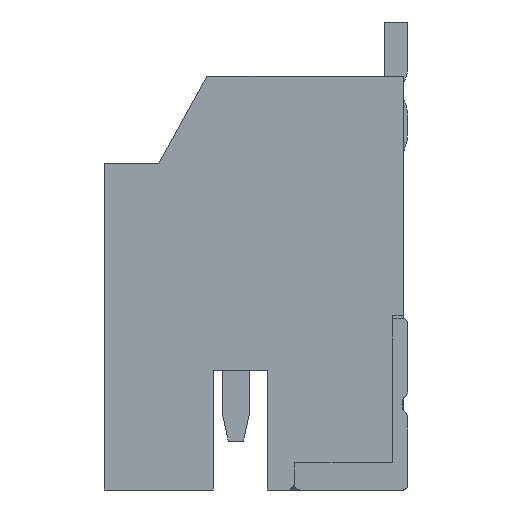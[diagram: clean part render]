
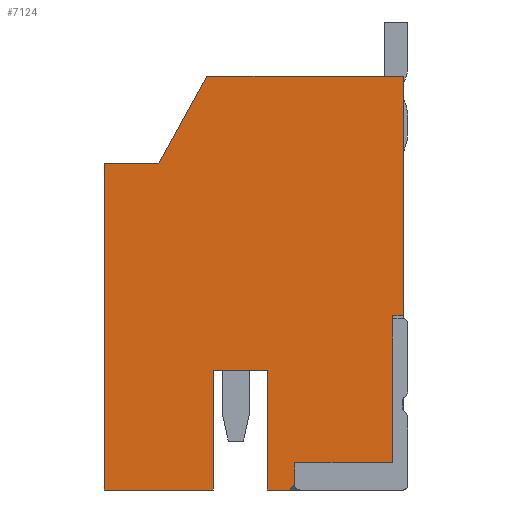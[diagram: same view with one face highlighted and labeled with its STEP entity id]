
A CAD part, left-side view. The second image highlights one B-rep face of the part: STEP entity #7124.
In plain terms, the highlighted planar face has unit normal (-1, 0, 0).
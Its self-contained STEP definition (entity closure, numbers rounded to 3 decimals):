
#407=DIRECTION('',(0.,-0.707,0.707));
#408=VECTOR('',#407,0.141);
#409=CARTESIAN_POINT('',(-10.,2.1,-3.));
#410=LINE('',#409,#408);
#411=DIRECTION('',(0.,-1.,0.));
#412=VECTOR('',#411,0.4);
#413=CARTESIAN_POINT('',(-10.,2.5,-3.));
#414=LINE('',#413,#412);
#415=DIRECTION('',(0.,0.,-1.));
#416=VECTOR('',#415,2.2);
#417=CARTESIAN_POINT('',(-10.,2.5,-0.8));
#418=LINE('',#417,#416);
#419=DIRECTION('',(0.,-1.,0.));
#420=VECTOR('',#419,1.);
#421=CARTESIAN_POINT('',(-10.,3.5,-0.8));
#422=LINE('',#421,#420);
#423=DIRECTION('',(0.,0.,1.));
#424=VECTOR('',#423,2.2);
#425=CARTESIAN_POINT('',(-10.,3.5,-3.));
#426=LINE('',#425,#424);
#427=DIRECTION('',(0.,-1.,0.));
#428=VECTOR('',#427,2.);
#429=CARTESIAN_POINT('',(-10.,5.5,-3.));
#430=LINE('',#429,#428);
#431=DIRECTION('',(0.,1.,0.));
#432=VECTOR('',#431,1.);
#433=CARTESIAN_POINT('',(-10.,4.5,3.));
#434=LINE('',#433,#432);
#435=DIRECTION('',(0.,0.485,-0.875));
#436=VECTOR('',#435,1.829);
#437=CARTESIAN_POINT('',(-10.,3.613,4.6));
#438=LINE('',#437,#436);
#439=DIRECTION('',(0.,0.,1.));
#440=VECTOR('',#439,4.4);
#441=CARTESIAN_POINT('',(-10.,0.,0.2));
#442=LINE('',#441,#440);
#498=DIRECTION('',(0.,1.,0.));
#499=VECTOR('',#498,1.8);
#500=CARTESIAN_POINT('',(-10.,0.2,-2.5));
#501=LINE('',#500,#499);
#510=DIRECTION('',(0.,0.,-1.));
#511=VECTOR('',#510,0.4);
#512=CARTESIAN_POINT('',(-10.,2.,-2.5));
#513=LINE('',#512,#511);
#542=DIRECTION('',(0.,0.,-1.));
#543=VECTOR('',#542,2.7);
#544=CARTESIAN_POINT('',(-10.,0.2,0.2));
#545=LINE('',#544,#543);
#727=DIRECTION('',(0.,-1.,0.));
#728=VECTOR('',#727,0.2);
#729=CARTESIAN_POINT('',(-10.,0.2,0.2));
#730=LINE('',#729,#728);
#751=DIRECTION('',(0.,1.,0.));
#752=VECTOR('',#751,3.613);
#753=CARTESIAN_POINT('',(-10.,0.,4.6));
#754=LINE('',#753,#752);
#1729=DIRECTION('',(0.,0.,1.));
#1730=VECTOR('',#1729,6.);
#1731=CARTESIAN_POINT('',(-10.,5.5,-3.));
#1732=LINE('',#1731,#1730);
#5549=CARTESIAN_POINT('',(-10.,0.,0.2));
#5551=VERTEX_POINT('',#5549);
#5563=CARTESIAN_POINT('',(-10.,0.,4.6));
#5564=VERTEX_POINT('',#5563);
#5619=CARTESIAN_POINT('',(-10.,2.5,-3.));
#5620=VERTEX_POINT('',#5619);
#5621=CARTESIAN_POINT('',(-10.,2.1,-3.));
#5622=VERTEX_POINT('',#5621);
#5663=CARTESIAN_POINT('',(-10.,5.5,-3.));
#5664=VERTEX_POINT('',#5663);
#5665=CARTESIAN_POINT('',(-10.,3.5,-3.));
#5666=VERTEX_POINT('',#5665);
#5787=CARTESIAN_POINT('',(-10.,4.5,3.));
#5788=VERTEX_POINT('',#5787);
#5789=CARTESIAN_POINT('',(-10.,5.5,3.));
#5790=VERTEX_POINT('',#5789);
#6021=CARTESIAN_POINT('',(-10.,3.5,-0.8));
#6022=VERTEX_POINT('',#6021);
#6031=CARTESIAN_POINT('',(-10.,2.5,-0.8));
#6032=VERTEX_POINT('',#6031);
#6033=CARTESIAN_POINT('',(-10.,2.,-2.9));
#6034=VERTEX_POINT('',#6033);
#6035=CARTESIAN_POINT('',(-10.,3.613,4.6));
#6036=VERTEX_POINT('',#6035);
#6037=CARTESIAN_POINT('',(-10.,0.2,0.2));
#6038=VERTEX_POINT('',#6037);
#6039=CARTESIAN_POINT('',(-10.,0.2,-2.5));
#6040=VERTEX_POINT('',#6039);
#6041=CARTESIAN_POINT('',(-10.,2.,-2.5));
#6042=VERTEX_POINT('',#6041);
#7089=CARTESIAN_POINT('',(-10.,2.75,0.8));
#7090=DIRECTION('',(1.,0.,0.));
#7091=DIRECTION('',(0.,0.,1.));
#7092=AXIS2_PLACEMENT_3D('',#7089,#7090,#7091);
#7093=PLANE('',#7092);
#7095=ORIENTED_EDGE('',*,*,#7094,.F.);
#7096=ORIENTED_EDGE('',*,*,#7058,.F.);
#7097=ORIENTED_EDGE('',*,*,#7080,.F.);
#7099=ORIENTED_EDGE('',*,*,#7098,.F.);
#7101=ORIENTED_EDGE('',*,*,#7100,.F.);
#7103=ORIENTED_EDGE('',*,*,#7102,.F.);
#7105=ORIENTED_EDGE('',*,*,#7104,.T.);
#7107=ORIENTED_EDGE('',*,*,#7106,.F.);
#7109=ORIENTED_EDGE('',*,*,#7108,.F.);
#7111=ORIENTED_EDGE('',*,*,#7110,.F.);
#7113=ORIENTED_EDGE('',*,*,#7112,.F.);
#7115=ORIENTED_EDGE('',*,*,#7114,.F.);
#7117=ORIENTED_EDGE('',*,*,#7116,.T.);
#7119=ORIENTED_EDGE('',*,*,#7118,.T.);
#7121=ORIENTED_EDGE('',*,*,#7120,.T.);
#7122=EDGE_LOOP('',(#7095,#7096,#7097,#7099,#7101,#7103,#7105,#7107,#7109,#7111,
#7113,#7115,#7117,#7119,#7121));
#7123=FACE_OUTER_BOUND('',#7122,.F.);
#7124=ADVANCED_FACE('',(#7123),#7093,.F.);
#7058=EDGE_CURVE('',#5620,#5622,#414,.T.);
#7080=EDGE_CURVE('',#6032,#5620,#418,.T.);
#7094=EDGE_CURVE('',#5622,#6034,#410,.T.);
#7098=EDGE_CURVE('',#6022,#6032,#422,.T.);
#7100=EDGE_CURVE('',#5666,#6022,#426,.T.);
#7102=EDGE_CURVE('',#5664,#5666,#430,.T.);
#7104=EDGE_CURVE('',#5664,#5790,#1732,.T.);
#7106=EDGE_CURVE('',#5788,#5790,#434,.T.);
#7108=EDGE_CURVE('',#6036,#5788,#438,.T.);
#7110=EDGE_CURVE('',#5564,#6036,#754,.T.);
#7112=EDGE_CURVE('',#5551,#5564,#442,.T.);
#7114=EDGE_CURVE('',#6038,#5551,#730,.T.);
#7116=EDGE_CURVE('',#6038,#6040,#545,.T.);
#7118=EDGE_CURVE('',#6040,#6042,#501,.T.);
#7120=EDGE_CURVE('',#6042,#6034,#513,.T.);
